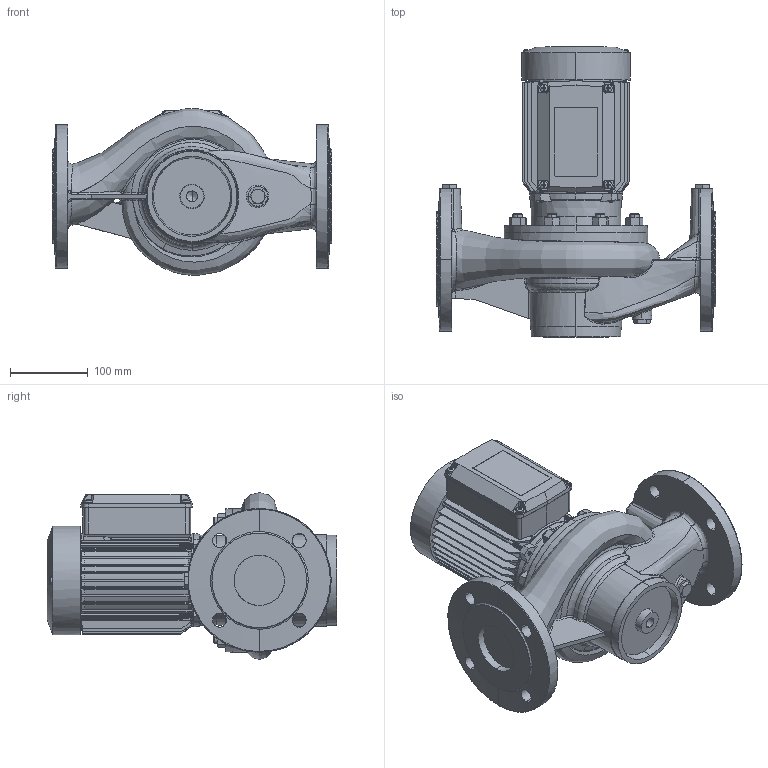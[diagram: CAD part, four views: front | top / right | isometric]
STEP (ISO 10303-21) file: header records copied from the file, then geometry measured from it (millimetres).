
FILE_DESCRIPTION (( 'STEP AP214' ), '1' );
FILE_NAME ('4_93_504_18_REV00.step', '2022-11-14T13:52:00', ( '' ), ( '' ), 'SwSTEP 2.0', 'SolidWorks 2020', '' );
FILE_SCHEMA (( 'AUTOMOTIVE_DESIGN' ));
Products named in the file (1): 4_93_504_18_REV00
Bounding box: 360 x 373.5 x 215.16 mm (x, y, z)
Volume: 7924175.5 mm3; surface area: 599558.1 mm2
Topology: 1 solids, 1 shells, 1698 faces, 4585 edges, 2939 vertices
Faces by surface type: plane 601, bspline 477, cylinder 400, cone 198, sphere 12, torus 10
Entity records: 238900 total; most frequent: CARTESIAN_POINT 202989, ORIENTED_EDGE 9134, DIRECTION 4697, EDGE_CURVE 4567, VERTEX_POINT 2939, B_SPLINE_CURVE_WITH_KNOTS 2660, EDGE_LOOP 1792, FACE_OUTER_BOUND 1698
